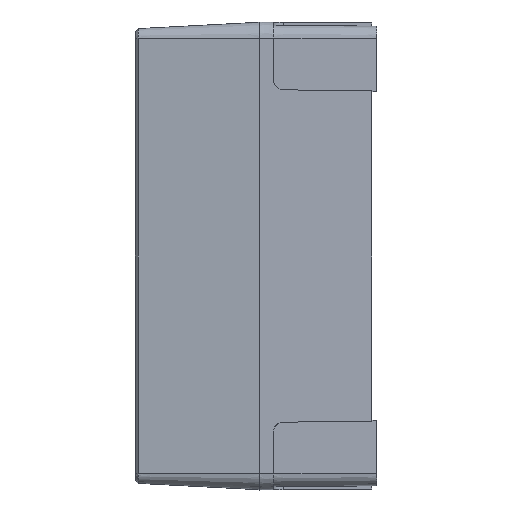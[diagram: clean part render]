
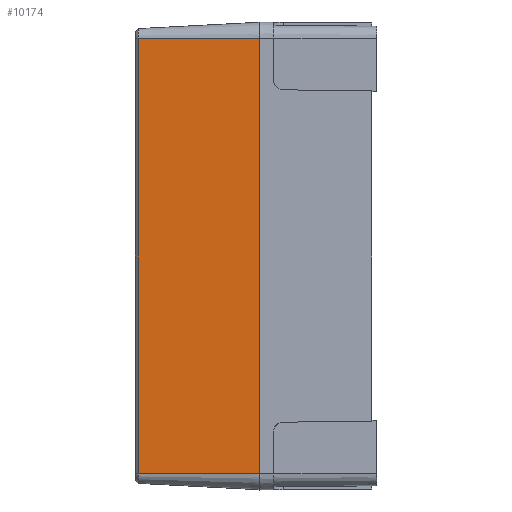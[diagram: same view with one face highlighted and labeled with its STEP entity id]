
A CAD part, left-side view. The second image highlights one B-rep face of the part: STEP entity #10174.
In plain terms, the highlighted planar face has unit normal (-0.999, 0.052, 0).
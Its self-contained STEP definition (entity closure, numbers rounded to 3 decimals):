
#181 = EDGE_CURVE ( 'NONE', #7973, #12508, #2502, .T. ) ;
#1383 = CARTESIAN_POINT ( 'NONE',  ( -50., 0., -46.5 ) ) ;
#2156 = LINE ( 'NONE', #9826, #3346 ) ;
#2502 = LINE ( 'NONE', #10243, #12337 ) ;
#3232 = CARTESIAN_POINT ( 'NONE',  ( -50., 0., 46.5 ) ) ;
#3318 = EDGE_CURVE ( 'NONE', #12508, #8993, #6460, .T. ) ;
#3326 = DIRECTION ( 'NONE',  ( -0.052, -0.999, 0. ) ) ;
#3346 = VECTOR ( 'NONE', #6055, 1000. ) ;
#3569 = VECTOR ( 'NONE', #9046, 1000. ) ;
#4178 = ORIENTED_EDGE ( 'NONE', *, *, #3318, .T. ) ;
#4192 = FACE_OUTER_BOUND ( 'NONE', #10902, .T. ) ;
#4408 = CARTESIAN_POINT ( 'NONE',  ( -50., 0., -46.5 ) ) ;
#5032 = DIRECTION ( 'NONE',  ( -0.999, 0.052, 0. ) ) ;
#5410 = AXIS2_PLACEMENT_3D ( 'NONE', #1383, #5032, #9007 ) ;
#5523 = CARTESIAN_POINT ( 'NONE',  ( -48.639, 25.967, -46.5 ) ) ;
#6055 = DIRECTION ( 'NONE',  ( -0.052, -0.999, 0. ) ) ;
#6121 = ORIENTED_EDGE ( 'NONE', *, *, #9384, .T. ) ;
#6460 = LINE ( 'NONE', #4408, #7014 ) ;
#6880 = LINE ( 'NONE', #6993, #3569 ) ;
#6993 = CARTESIAN_POINT ( 'NONE',  ( -48.639, 25.967, -46.5 ) ) ;
#7014 = VECTOR ( 'NONE', #10295, 1000. ) ;
#7973 = VERTEX_POINT ( 'NONE', #5523 ) ;
#8993 = VERTEX_POINT ( 'NONE', #3232 ) ;
#9007 = DIRECTION ( 'NONE',  ( -0.052, -0.999, 0. ) ) ;
#9046 = DIRECTION ( 'NONE',  ( 0., 0., -1. ) ) ;
#9057 = EDGE_CURVE ( 'NONE', #9445, #8993, #2156, .T. ) ;
#9350 = ORIENTED_EDGE ( 'NONE', *, *, #181, .T. ) ;
#9384 = EDGE_CURVE ( 'NONE', #9445, #7973, #6880, .T. ) ;
#9445 = VERTEX_POINT ( 'NONE', #11985 ) ;
#9826 = CARTESIAN_POINT ( 'NONE',  ( -50., 0., 46.5 ) ) ;
#9960 = PLANE ( 'NONE',  #5410 ) ;
#10174 = ADVANCED_FACE ( 'NONE', ( #4192 ), #9960, .T. ) ;
#10243 = CARTESIAN_POINT ( 'NONE',  ( -50., 0., -46.5 ) ) ;
#10295 = DIRECTION ( 'NONE',  ( 0., 0., 1. ) ) ;
#10491 = CARTESIAN_POINT ( 'NONE',  ( -50., 0., -46.5 ) ) ;
#10902 = EDGE_LOOP ( 'NONE', ( #11352, #6121, #9350, #4178 ) ) ;
#11352 = ORIENTED_EDGE ( 'NONE', *, *, #9057, .F. ) ;
#11985 = CARTESIAN_POINT ( 'NONE',  ( -48.639, 25.967, 46.5 ) ) ;
#12337 = VECTOR ( 'NONE', #3326, 1000. ) ;
#12508 = VERTEX_POINT ( 'NONE', #10491 ) ;
